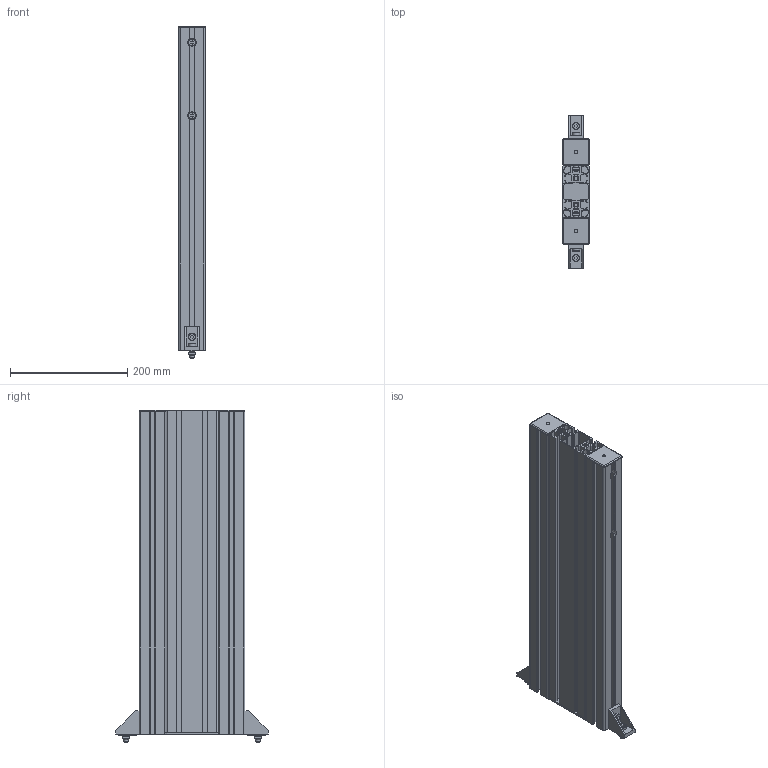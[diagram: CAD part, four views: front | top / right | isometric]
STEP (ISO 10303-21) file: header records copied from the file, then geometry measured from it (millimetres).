
FILE_DESCRIPTION(/* description */ ('Höheneinstellung für Arbeitstische - ESD'),/* implementation_level */ '2;1');
FILE_NAME(/* name */ '320335-6.step',/* time_stamp */ '2021-09-06T11:56:27+02:00',/* author */ ('MuellerJ'),/* organization */ (''),/* preprocessor_version */ 'ST-DEVELOPER v18.1',/* originating_system */ 'Autodesk Inventor 2021',/* authorisation */ '');
FILE_SCHEMA (('AUTOMOTIVE_DESIGN { 1 0 10303 214 3 1 1 }'));
Length unit declared in the file: millimetre
Products named in the file (12): 589245-011-00.000-00; 22-1004-1FZ.001; leer; 22-1068-7FZ.003; 21-1666-0FZ.001; leer_1; 21-1134-1FZ.002; leer_2; 21-1390-0FZ.001; 20-1033-0FZ.001; leer_3; leer_4
Assembly tree (24 placements, depth 3):
  589245-011-00.000-00
    22-1004-1FZ.001  x2
    leer
      22-1068-7FZ.003
      21-1666-0FZ.001  x2
    21-1390-0FZ.001  x4
    leer_1  x2
      21-1134-1FZ.002
      leer_2
      21-1390-0FZ.001
    20-1033-0FZ.001  x2
    leer_3
    leer_4  x4
Bounding box: 45 x 260 x 566.5 mm (x, y, z)
Volume: 1536151.9 mm3; surface area: 1117491.2 mm2
Topology: 26 solids, 26 shells, 1156 faces, 3234 edges, 2144 vertices
Faces by surface type: plane 610, cylinder 492, cone 26, torus 20, bspline 8
Full cylindrical faces by diameter (mm): 5 x2, 5.5 x2, 6.647 x8, 8 x10, 8.5 x2, 8.6 x4, 9 x4, 12 x2, 13 x10
Entity records: 22308 total; most frequent: CARTESIAN_POINT 5104, ORIENTED_EDGE 3470, DIRECTION 3407, EDGE_CURVE 1735, AXIS2_PLACEMENT_3D 1170, VERTEX_POINT 1152, LINE 1067, VECTOR 1067
